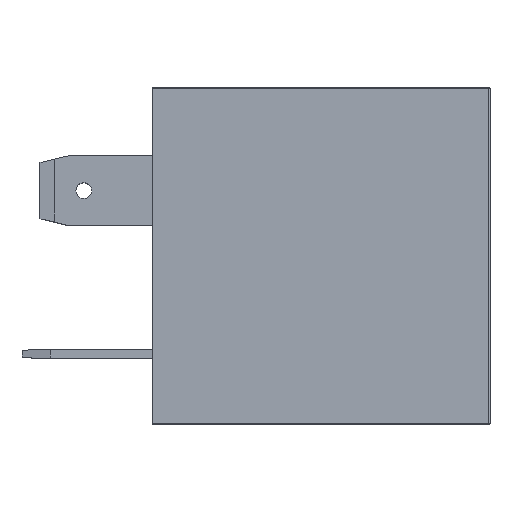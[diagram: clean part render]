
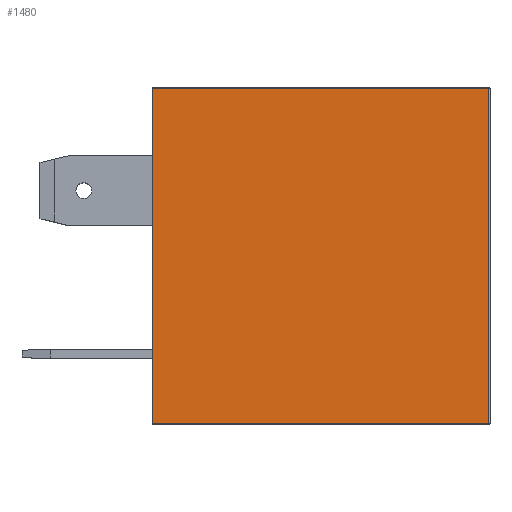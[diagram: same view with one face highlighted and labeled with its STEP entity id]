
A CAD part, top view. The second image highlights one B-rep face of the part: STEP entity #1480.
In plain terms, the highlighted planar face has unit normal (0, 0, 1).
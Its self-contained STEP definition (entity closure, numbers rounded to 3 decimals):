
#1 = LINE ( 'NONE', #1488, #1748 ) ;
#36 = PLANE ( 'NONE',  #1766 ) ;
#191 = DIRECTION ( 'NONE',  ( 0., 0., -1. ) ) ;
#195 = DIRECTION ( 'NONE',  ( -1., 0., 0. ) ) ;
#261 = EDGE_CURVE ( 'NONE', #1547, #980, #391, .T. ) ;
#279 = EDGE_CURVE ( 'NONE', #980, #1712, #1795, .T. ) ;
#281 = EDGE_CURVE ( 'NONE', #1712, #920, #1, .T. ) ;
#318 = CARTESIAN_POINT ( 'NONE',  ( 0., 29.9, 22.5 ) ) ;
#391 = LINE ( 'NONE', #842, #732 ) ;
#423 = VECTOR ( 'NONE', #655, 1000. ) ;
#655 = DIRECTION ( 'NONE',  ( 0., -1., 0. ) ) ;
#662 = CARTESIAN_POINT ( 'NONE',  ( 29.9, 0., 22.5 ) ) ;
#732 = VECTOR ( 'NONE', #801, 1000. ) ;
#801 = DIRECTION ( 'NONE',  ( 1., 0., 0. ) ) ;
#842 = CARTESIAN_POINT ( 'NONE',  ( 0., 0.1, 22.5 ) ) ;
#920 = VERTEX_POINT ( 'NONE', #318 ) ;
#980 = VERTEX_POINT ( 'NONE', #1725 ) ;
#1029 = ORIENTED_EDGE ( 'NONE', *, *, #1544, .T. ) ;
#1075 = LINE ( 'NONE', #1490, #423 ) ;
#1076 = DIRECTION ( 'NONE',  ( -1., 0., 0. ) ) ;
#1098 = VECTOR ( 'NONE', #1629, 1000. ) ;
#1165 = FACE_OUTER_BOUND ( 'NONE', #1568, .T. ) ;
#1188 = CARTESIAN_POINT ( 'NONE',  ( 0., 0.1, 22.5 ) ) ;
#1333 = ORIENTED_EDGE ( 'NONE', *, *, #281, .T. ) ;
#1384 = ORIENTED_EDGE ( 'NONE', *, *, #261, .T. ) ;
#1480 = ADVANCED_FACE ( 'NONE', ( #1165 ), #36, .F. ) ;
#1488 = CARTESIAN_POINT ( 'NONE',  ( 0., 29.9, 22.5 ) ) ;
#1490 = CARTESIAN_POINT ( 'NONE',  ( 0., 0., 22.5 ) ) ;
#1495 = ORIENTED_EDGE ( 'NONE', *, *, #279, .T. ) ;
#1544 = EDGE_CURVE ( 'NONE', #920, #1547, #1075, .T. ) ;
#1547 = VERTEX_POINT ( 'NONE', #1188 ) ;
#1568 = EDGE_LOOP ( 'NONE', ( #1029, #1384, #1495, #1333 ) ) ;
#1629 = DIRECTION ( 'NONE',  ( 0., 1., 0. ) ) ;
#1712 = VERTEX_POINT ( 'NONE', #1817 ) ;
#1725 = CARTESIAN_POINT ( 'NONE',  ( 29.9, 0.1, 22.5 ) ) ;
#1731 = CARTESIAN_POINT ( 'NONE',  ( 0., 0., 22.5 ) ) ;
#1748 = VECTOR ( 'NONE', #1076, 1000. ) ;
#1766 = AXIS2_PLACEMENT_3D ( 'NONE', #1731, #191, #195 ) ;
#1795 = LINE ( 'NONE', #662, #1098 ) ;
#1817 = CARTESIAN_POINT ( 'NONE',  ( 29.9, 29.9, 22.5 ) ) ;
